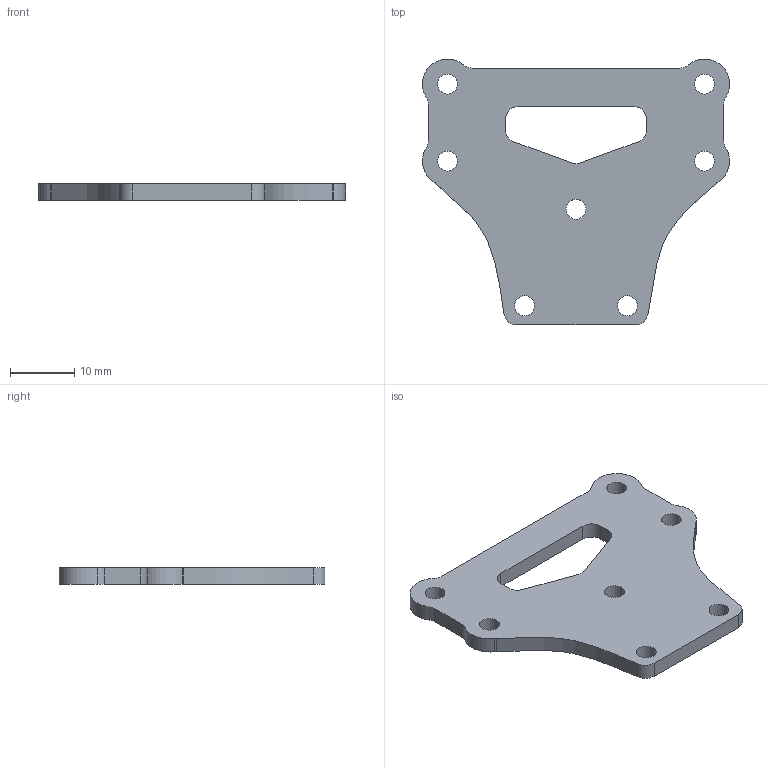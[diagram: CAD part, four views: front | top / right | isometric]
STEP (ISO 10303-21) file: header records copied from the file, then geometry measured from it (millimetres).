
FILE_DESCRIPTION (( 'STEP AP214' ), '1' );
FILE_NAME ('02-013-10 head plate.STEP', '2025-11-10T16:20:20', ( '' ), ( '' ), 'SwSTEP 2.0', 'SolidWorks 2020', '' );
FILE_SCHEMA (( 'AUTOMOTIVE_DESIGN' ));
Length unit declared in the file: millimetre
Products named in the file (1): 02-013-10 head plate
Bounding box: 47.8 x 41.4 x 2.5 mm (x, y, z)
Volume: 3173 mm3; surface area: 3236 mm2
Topology: 1 solids, 1 shells, 39 faces, 118 edges, 81 vertices
Faces by surface type: cylinder 26, plane 11, bspline 2
Full cylindrical faces by diameter (mm): 3.1 x7
Entity records: 1340 total; most frequent: CARTESIAN_POINT 244, DIRECTION 228, ORIENTED_EDGE 208, EDGE_CURVE 104, AXIS2_PLACEMENT_3D 90, VERTEX_POINT 74, EDGE_LOOP 62, CIRCLE 52
